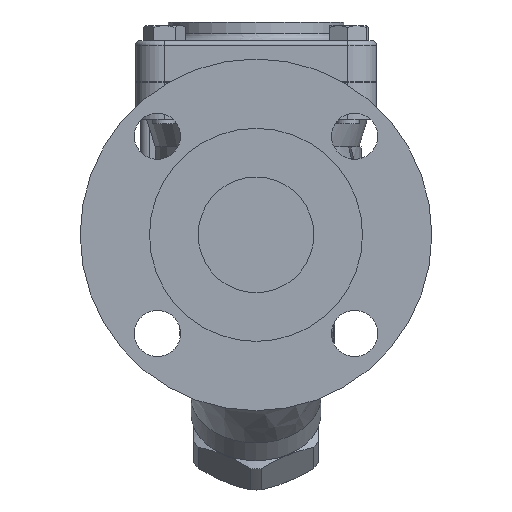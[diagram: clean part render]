
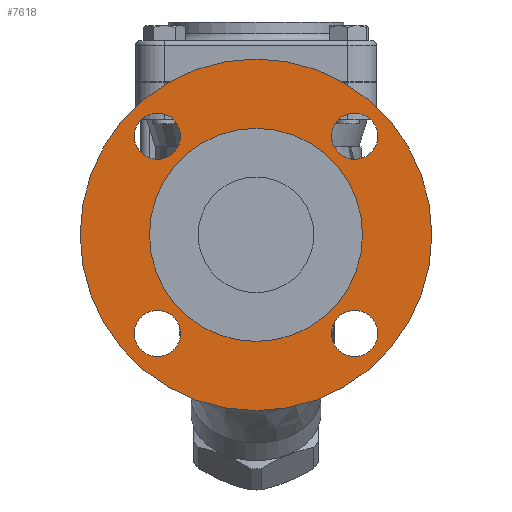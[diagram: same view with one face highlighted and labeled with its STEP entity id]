
A CAD part, left-side view. The second image highlights one B-rep face of the part: STEP entity #7618.
In plain terms, the highlighted free-form (B-spline) face has degree [1, 1] with [2, 2] control points.
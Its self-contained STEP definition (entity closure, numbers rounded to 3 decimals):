
#7520=CARTESIAN_POINT('',(-130.9,0.0,-19.95));
#7521=VERTEX_POINT('',#7520);
#7522=CARTESIAN_POINT('',(-130.9,0.0,-66.));
#7523=DIRECTION('',(-1.0,0.0,0.0));
#7524=DIRECTION('',(0.0,0.0,1.0));
#7525=AXIS2_PLACEMENT_3D('',#7522,#7523,#7524);
#7526=CIRCLE('',#7525,46.05);
#7527=EDGE_CURVE('',#7521,#7521,#7526,.T.);
#7555=CARTESIAN_POINT('',(-130.9,76.0,10.));
#7556=CARTESIAN_POINT('',(-130.9,76.0,-142.));
#7557=CARTESIAN_POINT('',(-130.9,-76.0,10.));
#7558=CARTESIAN_POINT('',(-130.9,-76.0,-142.));
#7559=B_SPLINE_SURFACE_WITH_KNOTS('',1,1,((#7555,#7557),(#7556,#7558)),.UNSPECIFIED.,.F.,.F.,.U.,(2,2),(2,2),(0.0,152.),(0.0,152.0),.UNSPECIFIED.);
#7560=CARTESIAN_POINT('',(-130.9,0.0,10.));
#7561=VERTEX_POINT('',#7560);
#7562=CARTESIAN_POINT('',(-130.9,0.0,-66.));
#7563=DIRECTION('',(-1.0,0.0,0.0));
#7564=DIRECTION('',(0.0,0.0,1.0));
#7565=AXIS2_PLACEMENT_3D('',#7562,#7563,#7564);
#7566=CIRCLE('',#7565,76.0);
#7567=EDGE_CURVE('',#7561,#7561,#7566,.T.);
#7568=ORIENTED_EDGE('',*,*,#7567,.T.);
#7569=EDGE_LOOP('',(#7568));
#7570=FACE_OUTER_BOUND('',#7569,.T.);
#7571=CARTESIAN_POINT('',(-130.9,-32.639,-108.639));
#7572=VERTEX_POINT('',#7571);
#7573=CARTESIAN_POINT('',(-130.9,-42.639,-108.639));
#7574=DIRECTION('',(1.0,0.0,0.0));
#7575=DIRECTION('',(0.0,1.0,0.0));
#7576=AXIS2_PLACEMENT_3D('',#7573,#7574,#7575);
#7577=CIRCLE('',#7576,10.0);
#7578=EDGE_CURVE('',#7572,#7572,#7577,.T.);
#7579=ORIENTED_EDGE('',*,*,#7578,.T.);
#7580=EDGE_LOOP('',(#7579));
#7581=FACE_BOUND('',#7580,.T.);
#7582=CARTESIAN_POINT('',(-130.9,-42.639,-33.361));
#7583=VERTEX_POINT('',#7582);
#7584=CARTESIAN_POINT('',(-130.9,-42.639,-23.361));
#7585=DIRECTION('',(1.0,0.0,0.0));
#7586=DIRECTION('',(0.0,0.0,-1.0));
#7587=AXIS2_PLACEMENT_3D('',#7584,#7585,#7586);
#7588=CIRCLE('',#7587,10.0);
#7589=EDGE_CURVE('',#7583,#7583,#7588,.T.);
#7590=ORIENTED_EDGE('',*,*,#7589,.T.);
#7591=EDGE_LOOP('',(#7590));
#7592=FACE_BOUND('',#7591,.T.);
#7593=CARTESIAN_POINT('',(-130.9,32.639,-23.361));
#7594=VERTEX_POINT('',#7593);
#7595=CARTESIAN_POINT('',(-130.9,42.639,-23.361));
#7596=DIRECTION('',(1.0,0.0,0.0));
#7597=DIRECTION('',(0.0,-1.0,0.0));
#7598=AXIS2_PLACEMENT_3D('',#7595,#7596,#7597);
#7599=CIRCLE('',#7598,10.0);
#7600=EDGE_CURVE('',#7594,#7594,#7599,.T.);
#7601=ORIENTED_EDGE('',*,*,#7600,.T.);
#7602=EDGE_LOOP('',(#7601));
#7603=FACE_BOUND('',#7602,.T.);
#7604=CARTESIAN_POINT('',(-130.9,42.639,-98.639));
#7605=VERTEX_POINT('',#7604);
#7606=CARTESIAN_POINT('',(-130.9,42.639,-108.639));
#7607=DIRECTION('',(1.0,0.0,0.0));
#7608=DIRECTION('',(0.0,0.0,1.0));
#7609=AXIS2_PLACEMENT_3D('',#7606,#7607,#7608);
#7610=CIRCLE('',#7609,10.0);
#7611=EDGE_CURVE('',#7605,#7605,#7610,.T.);
#7612=ORIENTED_EDGE('',*,*,#7611,.T.);
#7613=EDGE_LOOP('',(#7612));
#7614=FACE_BOUND('',#7613,.T.);
#7615=ORIENTED_EDGE('',*,*,#7527,.F.);
#7616=EDGE_LOOP('',(#7615));
#7617=FACE_BOUND('',#7616,.T.);
#7618=ADVANCED_FACE('',(#7570,#7581,#7592,#7603,#7614,#7617),#7559,.T.);
